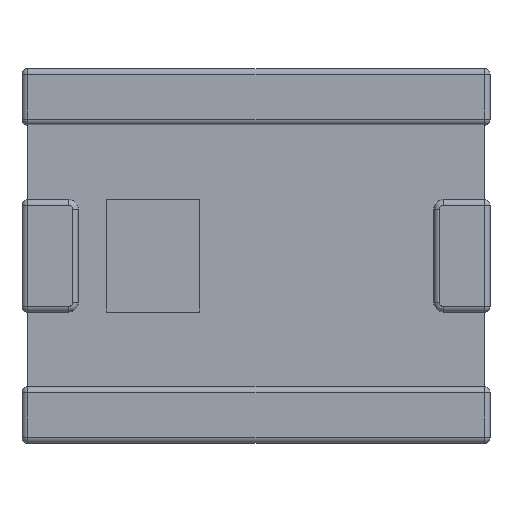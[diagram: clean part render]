
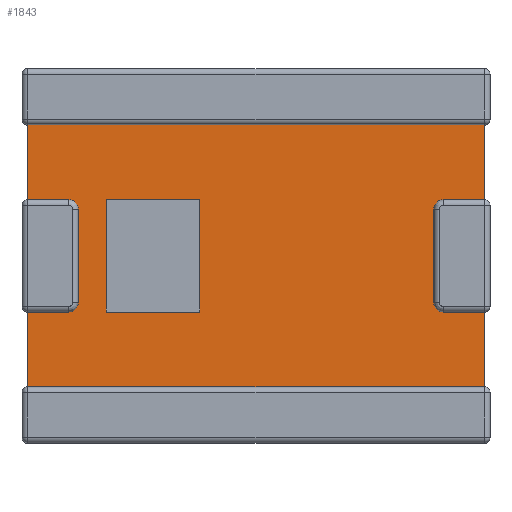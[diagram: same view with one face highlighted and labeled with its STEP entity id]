
A CAD part, top view. The second image highlights one B-rep face of the part: STEP entity #1843.
In plain terms, the highlighted planar face has unit normal (0, 0, 1).
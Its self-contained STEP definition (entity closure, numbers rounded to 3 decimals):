
#24=FACE_BOUND('',#465,.T.);
#91=CIRCLE('',#1932,0.05);
#92=CIRCLE('',#1935,0.05);
#139=CIRCLE('',#2020,0.05);
#140=CIRCLE('',#2023,0.05);
#341=FACE_OUTER_BOUND('',#464,.T.);
#464=EDGE_LOOP('',(#1666,#1667,#1668,#1669,#1670,#1671,#1672,#1673,#1674,
#1675,#1676,#1677,#1678,#1679,#1680,#1681));
#465=EDGE_LOOP('',(#1682,#1683,#1684,#1685));
#466=LINE('',#2687,#614);
#470=LINE('',#2695,#618);
#473=LINE('',#2701,#621);
#476=LINE('',#2706,#624);
#494=LINE('',#2772,#642);
#514=LINE('',#2900,#662);
#520=LINE('',#2913,#668);
#541=LINE('',#2987,#689);
#565=LINE('',#3127,#713);
#572=LINE('',#3140,#720);
#578=LINE('',#3157,#726);
#605=LINE('',#3256,#753);
#607=LINE('',#3259,#755);
#611=LINE('',#3265,#759);
#612=LINE('',#3267,#760);
#613=LINE('',#3271,#761);
#614=VECTOR('',#2087,10.);
#618=VECTOR('',#2093,10.);
#621=VECTOR('',#2098,10.);
#624=VECTOR('',#2103,10.);
#642=VECTOR('',#2177,10.);
#662=VECTOR('',#2279,10.);
#668=VECTOR('',#2291,10.);
#689=VECTOR('',#2374,10.);
#713=VECTOR('',#2490,10.);
#720=VECTOR('',#2501,10.);
#726=VECTOR('',#2519,10.);
#753=VECTOR('',#2658,10.);
#755=VECTOR('',#2662,10.);
#759=VECTOR('',#2670,10.);
#760=VECTOR('',#2673,10.);
#761=VECTOR('',#2680,10.);
#762=VERTEX_POINT('',#2685);
#763=VERTEX_POINT('',#2686);
#766=VERTEX_POINT('',#2694);
#768=VERTEX_POINT('',#2700);
#788=VERTEX_POINT('',#2769);
#789=VERTEX_POINT('',#2771);
#819=VERTEX_POINT('',#2897);
#820=VERTEX_POINT('',#2899);
#823=VERTEX_POINT('',#2907);
#824=VERTEX_POINT('',#2911);
#825=VERTEX_POINT('',#2915);
#845=VERTEX_POINT('',#2984);
#846=VERTEX_POINT('',#2986);
#879=VERTEX_POINT('',#3124);
#880=VERTEX_POINT('',#3126);
#884=VERTEX_POINT('',#3138);
#888=VERTEX_POINT('',#3154);
#889=VERTEX_POINT('',#3156);
#890=VERTEX_POINT('',#3160);
#891=VERTEX_POINT('',#3166);
#906=EDGE_CURVE('',#762,#763,#466,.T.);
#910=EDGE_CURVE('',#763,#766,#470,.T.);
#913=EDGE_CURVE('',#766,#768,#473,.T.);
#916=EDGE_CURVE('',#768,#762,#476,.T.);
#948=EDGE_CURVE('',#788,#789,#494,.T.);
#996=EDGE_CURVE('',#819,#820,#514,.T.);
#1001=EDGE_CURVE('',#823,#819,#91,.F.);
#1003=EDGE_CURVE('',#824,#823,#520,.T.);
#1005=EDGE_CURVE('',#825,#824,#92,.F.);
#1039=EDGE_CURVE('',#845,#846,#541,.T.);
#1093=EDGE_CURVE('',#879,#880,#565,.T.);
#1100=EDGE_CURVE('',#884,#825,#572,.T.);
#1108=EDGE_CURVE('',#888,#889,#578,.T.);
#1110=EDGE_CURVE('',#889,#890,#139,.F.);
#1114=EDGE_CURVE('',#891,#879,#140,.F.);
#1157=EDGE_CURVE('',#888,#846,#605,.T.);
#1159=EDGE_CURVE('',#788,#880,#607,.T.);
#1163=EDGE_CURVE('',#845,#820,#611,.T.);
#1164=EDGE_CURVE('',#884,#789,#612,.T.);
#1165=EDGE_CURVE('',#890,#891,#613,.T.);
#1666=ORIENTED_EDGE('',*,*,#1157,.T.);
#1667=ORIENTED_EDGE('',*,*,#1039,.F.);
#1668=ORIENTED_EDGE('',*,*,#1163,.T.);
#1669=ORIENTED_EDGE('',*,*,#996,.F.);
#1670=ORIENTED_EDGE('',*,*,#1001,.F.);
#1671=ORIENTED_EDGE('',*,*,#1003,.F.);
#1672=ORIENTED_EDGE('',*,*,#1005,.F.);
#1673=ORIENTED_EDGE('',*,*,#1100,.F.);
#1674=ORIENTED_EDGE('',*,*,#1164,.T.);
#1675=ORIENTED_EDGE('',*,*,#948,.F.);
#1676=ORIENTED_EDGE('',*,*,#1159,.T.);
#1677=ORIENTED_EDGE('',*,*,#1093,.F.);
#1678=ORIENTED_EDGE('',*,*,#1114,.F.);
#1679=ORIENTED_EDGE('',*,*,#1165,.F.);
#1680=ORIENTED_EDGE('',*,*,#1110,.F.);
#1681=ORIENTED_EDGE('',*,*,#1108,.F.);
#1682=ORIENTED_EDGE('',*,*,#906,.T.);
#1683=ORIENTED_EDGE('',*,*,#910,.T.);
#1684=ORIENTED_EDGE('',*,*,#913,.T.);
#1685=ORIENTED_EDGE('',*,*,#916,.T.);
#1722=PLANE('',#2082);
#1843=ADVANCED_FACE('',(#341,#24),#1722,.F.);
#1932=AXIS2_PLACEMENT_3D('',#2909,#2286,#2287);
#1935=AXIS2_PLACEMENT_3D('',#2917,#2295,#2296);
#2020=AXIS2_PLACEMENT_3D('',#3161,#2523,#2524);
#2023=AXIS2_PLACEMENT_3D('',#3168,#2532,#2533);
#2082=AXIS2_PLACEMENT_3D('',#3272,#2681,#2682);
#2087=DIRECTION('',(0.,1.,0.));
#2093=DIRECTION('',(1.,0.,0.));
#2098=DIRECTION('',(0.,-1.,0.));
#2103=DIRECTION('',(-1.,0.,0.));
#2177=DIRECTION('',(-1.,0.,0.));
#2279=DIRECTION('',(-1.,0.,0.));
#2286=DIRECTION('center_axis',(0.,0.,-1.));
#2287=DIRECTION('ref_axis',(0.707,0.707,0.));
#2291=DIRECTION('',(0.,1.,0.));
#2295=DIRECTION('center_axis',(0.,0.,-1.));
#2296=DIRECTION('ref_axis',(0.707,-0.707,0.));
#2374=DIRECTION('',(1.,0.,0.));
#2490=DIRECTION('',(1.,0.,0.));
#2501=DIRECTION('',(1.,0.,0.));
#2519=DIRECTION('',(-1.,0.,0.));
#2523=DIRECTION('center_axis',(0.,0.,-1.));
#2524=DIRECTION('ref_axis',(-0.707,0.707,0.));
#2532=DIRECTION('center_axis',(0.,0.,-1.));
#2533=DIRECTION('ref_axis',(-0.707,-0.707,0.));
#2658=DIRECTION('',(0.,1.,0.));
#2662=DIRECTION('',(0.,1.,0.));
#2670=DIRECTION('',(0.,-1.,0.));
#2673=DIRECTION('',(0.,-1.,0.));
#2680=DIRECTION('',(0.,-1.,0.));
#2681=DIRECTION('center_axis',(0.,0.,-1.));
#2682=DIRECTION('ref_axis',(-1.,0.,0.));
#2685=CARTESIAN_POINT('',(-0.8,-0.3,0.968));
#2686=CARTESIAN_POINT('',(-0.8,0.3,0.968));
#2687=CARTESIAN_POINT('',(-0.8,0.15,0.968));
#2694=CARTESIAN_POINT('',(-0.3,0.3,0.968));
#2695=CARTESIAN_POINT('',(-0.15,0.3,0.968));
#2700=CARTESIAN_POINT('',(-0.3,-0.3,0.968));
#2701=CARTESIAN_POINT('',(-0.3,-0.15,0.968));
#2706=CARTESIAN_POINT('',(-0.4,-0.3,0.968));
#2769=CARTESIAN_POINT('',(1.218,-0.7,0.968));
#2771=CARTESIAN_POINT('',(-1.218,-0.7,0.968));
#2772=CARTESIAN_POINT('',(-1.25,-0.7,0.968));
#2897=CARTESIAN_POINT('',(-1.,0.3,0.968));
#2899=CARTESIAN_POINT('',(-1.218,0.3,0.968));
#2900=CARTESIAN_POINT('',(-1.25,0.3,0.968));
#2907=CARTESIAN_POINT('',(-0.95,0.25,0.968));
#2909=CARTESIAN_POINT('Origin',(-1.,0.25,0.968));
#2911=CARTESIAN_POINT('',(-0.95,-0.25,0.968));
#2913=CARTESIAN_POINT('',(-0.95,0.3,0.968));
#2915=CARTESIAN_POINT('',(-1.,-0.3,0.968));
#2917=CARTESIAN_POINT('Origin',(-1.,-0.25,0.968));
#2984=CARTESIAN_POINT('',(-1.218,0.7,0.968));
#2986=CARTESIAN_POINT('',(1.218,0.7,0.968));
#2987=CARTESIAN_POINT('',(-1.25,0.7,0.968));
#3124=CARTESIAN_POINT('',(1.,-0.3,0.968));
#3126=CARTESIAN_POINT('',(1.218,-0.3,0.968));
#3127=CARTESIAN_POINT('',(0.95,-0.3,0.968));
#3138=CARTESIAN_POINT('',(-1.218,-0.3,0.968));
#3140=CARTESIAN_POINT('',(-0.95,-0.3,0.968));
#3154=CARTESIAN_POINT('',(1.218,0.3,0.968));
#3156=CARTESIAN_POINT('',(1.,0.3,0.968));
#3157=CARTESIAN_POINT('',(1.25,0.3,0.968));
#3160=CARTESIAN_POINT('',(0.95,0.25,0.968));
#3161=CARTESIAN_POINT('Origin',(1.,0.25,0.968));
#3166=CARTESIAN_POINT('',(0.95,-0.25,0.968));
#3168=CARTESIAN_POINT('Origin',(1.,-0.25,0.968));
#3256=CARTESIAN_POINT('',(1.218,0.,0.968));
#3259=CARTESIAN_POINT('',(1.218,0.,0.968));
#3265=CARTESIAN_POINT('',(-1.218,0.25,0.968));
#3267=CARTESIAN_POINT('',(-1.218,-0.25,0.968));
#3271=CARTESIAN_POINT('',(0.95,0.3,0.968));
#3272=CARTESIAN_POINT('Origin',(0.,0.,0.968));
